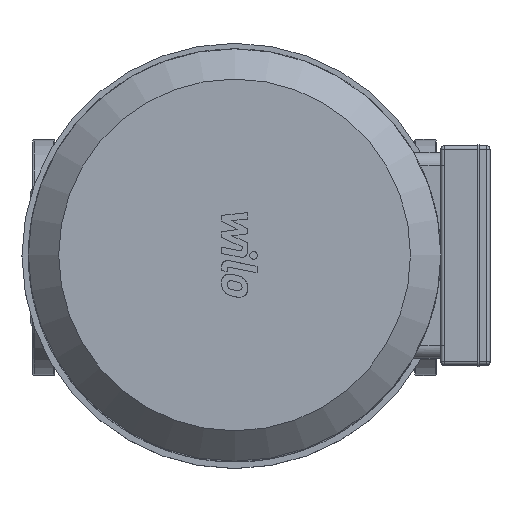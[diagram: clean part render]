
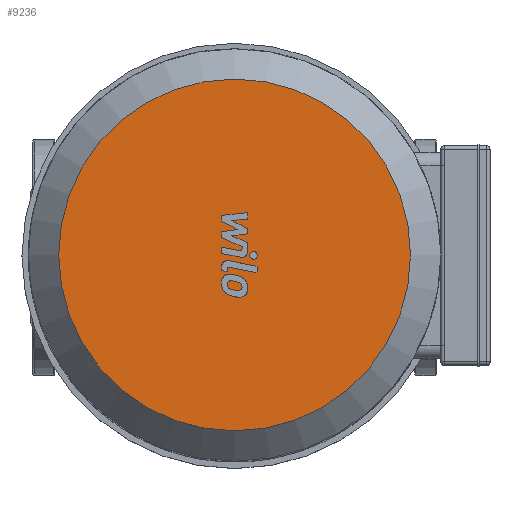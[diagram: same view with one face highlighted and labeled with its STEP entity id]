
A CAD part, top view. The second image highlights one B-rep face of the part: STEP entity #9236.
In plain terms, the highlighted planar face has unit normal (0, 0, 1).
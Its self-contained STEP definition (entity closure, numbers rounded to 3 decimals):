
#2014=PLANE('',#9939);
#2580=FACE_OUTER_BOUND('',#3189,.T.);
#3189=EDGE_LOOP('',(#7183));
#3746=CIRCLE('',#9935,137.75);
#4320=VERTEX_POINT('',#14675);
#5391=EDGE_CURVE('',#4320,#4320,#3746,.T.);
#7183=ORIENTED_EDGE('',*,*,#5391,.F.);
#9236=ADVANCED_FACE('',(#2580),#2014,.F.);
#9935=AXIS2_PLACEMENT_3D('',#14676,#11503,#11504);
#9939=AXIS2_PLACEMENT_3D('',#14682,#11511,#11512);
#11503=DIRECTION('center_axis',(0.,0.,
-1.));
#11504=DIRECTION('ref_axis',(0.,1.,0.));
#11511=DIRECTION('center_axis',(0.,0.,
-1.));
#11512=DIRECTION('ref_axis',(0.,1.,0.));
#14675=CARTESIAN_POINT('',(0.,-137.75,1241.));
#14676=CARTESIAN_POINT('Origin',(0.,0.,1241.));
#14682=CARTESIAN_POINT('Origin',(0.,0.,
1241.));
